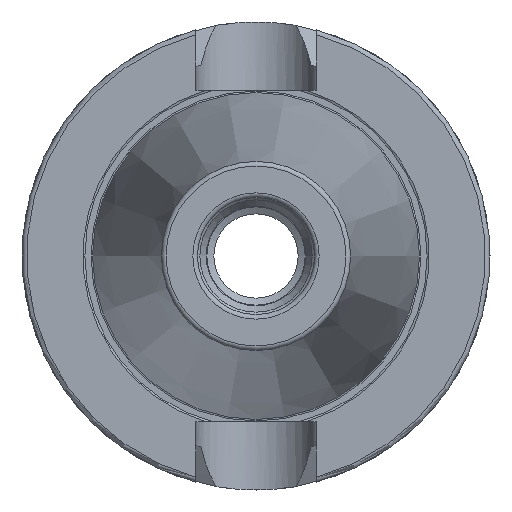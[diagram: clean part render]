
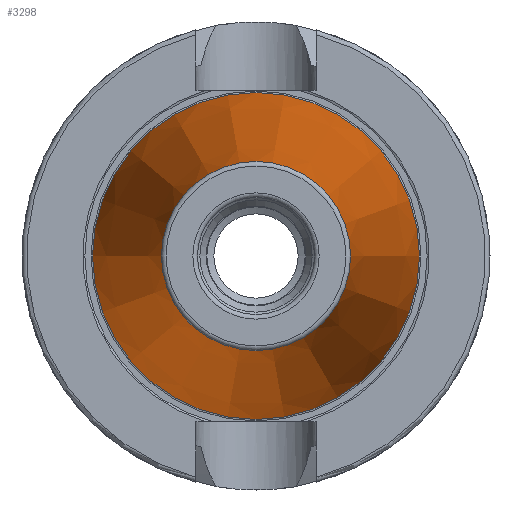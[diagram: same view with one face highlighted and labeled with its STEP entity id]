
A CAD part, left-side view. The second image highlights one B-rep face of the part: STEP entity #3298.
In plain terms, the highlighted conical face has half-angle 8.297 degrees and reference radius 27.564 mm.
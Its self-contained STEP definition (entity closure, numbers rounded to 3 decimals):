
#3264=CARTESIAN_POINT('',(-100.944,20.204,0.0));
#3265=VERTEX_POINT('',#3264);
#3266=CARTESIAN_POINT('',(-100.944,0.0,0.0));
#3267=DIRECTION('',(1.0,0.0,0.0));
#3268=DIRECTION('',(0.0,1.0,0.0));
#3269=AXIS2_PLACEMENT_3D('',#3266,#3267,#3268);
#3270=CIRCLE('',#3269,20.204);
#3271=EDGE_CURVE('',#3265,#3265,#3270,.T.);
#3279=CARTESIAN_POINT('',(-50.472,0.0,0.0));
#3280=DIRECTION('',(1.0,0.0,0.0));
#3281=DIRECTION('',(0.0,1.0,0.0));
#3282=AXIS2_PLACEMENT_3D('',#3279,#3280,#3281);
#3283=CONICAL_SURFACE('',#3282,27.564,8.297);
#3284=CARTESIAN_POINT('',(0.0,34.925,0.0));
#3285=VERTEX_POINT('',#3284);
#3286=CARTESIAN_POINT('',(0.0,0.0,0.0));
#3287=DIRECTION('',(1.0,0.0,0.0));
#3288=DIRECTION('',(0.0,1.0,0.0));
#3289=AXIS2_PLACEMENT_3D('',#3286,#3287,#3288);
#3290=CIRCLE('',#3289,34.925);
#3291=EDGE_CURVE('',#3285,#3285,#3290,.T.);
#3292=ORIENTED_EDGE('',*,*,#3291,.F.);
#3293=EDGE_LOOP('',(#3292));
#3294=FACE_OUTER_BOUND('',#3293,.T.);
#3295=ORIENTED_EDGE('',*,*,#3271,.T.);
#3296=EDGE_LOOP('',(#3295));
#3297=FACE_BOUND('',#3296,.T.);
#3298=ADVANCED_FACE('',(#3294,#3297),#3283,.T.);
